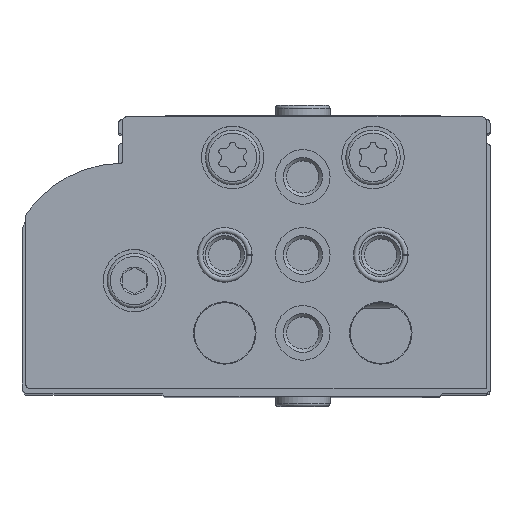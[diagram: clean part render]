
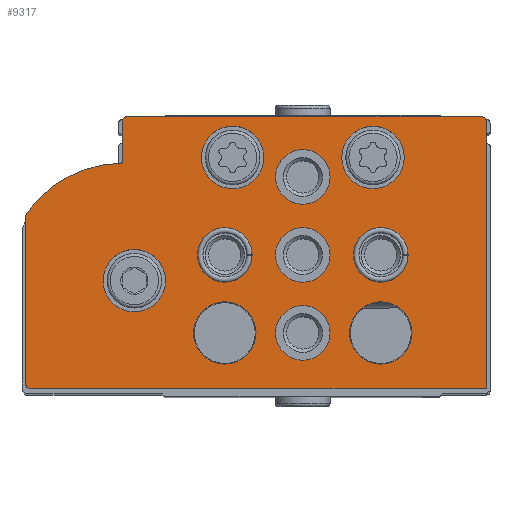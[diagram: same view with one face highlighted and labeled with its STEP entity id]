
A CAD part, top view. The second image highlights one B-rep face of the part: STEP entity #9317.
In plain terms, the highlighted face is planar.
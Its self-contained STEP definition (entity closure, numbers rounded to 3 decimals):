
#925=LINE('',#15780,#1597);
#927=LINE('',#15784,#1599);
#930=LINE('',#15792,#1602);
#935=LINE('',#15808,#1607);
#938=LINE('',#15816,#1610);
#1597=VECTOR('',#12761,1000.);
#1599=VECTOR('',#12765,1000.);
#1602=VECTOR('',#12774,1000.);
#1607=VECTOR('',#12793,1000.);
#1610=VECTOR('',#12802,1000.);
#3457=ORIENTED_EDGE('',*,*,#5154,.T.);
#3458=ORIENTED_EDGE('',*,*,#5155,.T.);
#3459=ORIENTED_EDGE('',*,*,#5156,.T.);
#3460=ORIENTED_EDGE('',*,*,#5157,.T.);
#3461=ORIENTED_EDGE('',*,*,#5158,.T.);
#3462=ORIENTED_EDGE('',*,*,#5159,.T.);
#3463=ORIENTED_EDGE('',*,*,#5160,.T.);
#3464=ORIENTED_EDGE('',*,*,#5161,.T.);
#3465=ORIENTED_EDGE('',*,*,#5162,.T.);
#3466=ORIENTED_EDGE('',*,*,#5163,.T.);
#3467=ORIENTED_EDGE('',*,*,#5131,.F.);
#3468=ORIENTED_EDGE('',*,*,#5152,.F.);
#3469=ORIENTED_EDGE('',*,*,#5150,.F.);
#3470=ORIENTED_EDGE('',*,*,#5148,.F.);
#3471=ORIENTED_EDGE('',*,*,#5146,.T.);
#3472=ORIENTED_EDGE('',*,*,#5144,.F.);
#3473=ORIENTED_EDGE('',*,*,#5142,.F.);
#3474=ORIENTED_EDGE('',*,*,#5140,.F.);
#3475=ORIENTED_EDGE('',*,*,#5138,.F.);
#3476=ORIENTED_EDGE('',*,*,#5136,.F.);
#3477=ORIENTED_EDGE('',*,*,#5134,.F.);
#5131=EDGE_CURVE('',#6161,#6162,#6760,.T.);
#5134=EDGE_CURVE('',#6162,#6163,#925,.T.);
#5136=EDGE_CURVE('',#6163,#6164,#927,.T.);
#5138=EDGE_CURVE('',#6164,#6165,#6761,.T.);
#5140=EDGE_CURVE('',#6165,#6166,#930,.T.);
#5142=EDGE_CURVE('',#6166,#6167,#6762,.T.);
#5144=EDGE_CURVE('',#6167,#6168,#6763,.T.);
#5146=EDGE_CURVE('',#6169,#6168,#6764,.T.);
#5148=EDGE_CURVE('',#6169,#6170,#935,.T.);
#5150=EDGE_CURVE('',#6170,#6171,#6765,.T.);
#5152=EDGE_CURVE('',#6171,#6161,#938,.T.);
#5154=EDGE_CURVE('',#6172,#6172,#6766,.T.);
#5155=EDGE_CURVE('',#6173,#6173,#6767,.T.);
#5156=EDGE_CURVE('',#6174,#6174,#6768,.T.);
#5157=EDGE_CURVE('',#6175,#6175,#6769,.T.);
#5158=EDGE_CURVE('',#6176,#6176,#6770,.T.);
#5159=EDGE_CURVE('',#6177,#6177,#6771,.T.);
#5160=EDGE_CURVE('',#6178,#6178,#6772,.T.);
#5161=EDGE_CURVE('',#6179,#6179,#6773,.T.);
#5162=EDGE_CURVE('',#6180,#6180,#6774,.T.);
#5163=EDGE_CURVE('',#6181,#6181,#6775,.T.);
#6161=VERTEX_POINT('',#15775);
#6162=VERTEX_POINT('',#15776);
#6163=VERTEX_POINT('',#15781);
#6164=VERTEX_POINT('',#15785);
#6165=VERTEX_POINT('',#15789);
#6166=VERTEX_POINT('',#15793);
#6167=VERTEX_POINT('',#15797);
#6168=VERTEX_POINT('',#15801);
#6169=VERTEX_POINT('',#15805);
#6170=VERTEX_POINT('',#15809);
#6171=VERTEX_POINT('',#15813);
#6172=VERTEX_POINT('',#15820);
#6173=VERTEX_POINT('',#15822);
#6174=VERTEX_POINT('',#15824);
#6175=VERTEX_POINT('',#15826);
#6176=VERTEX_POINT('',#15828);
#6177=VERTEX_POINT('',#15830);
#6178=VERTEX_POINT('',#15832);
#6179=VERTEX_POINT('',#15834);
#6180=VERTEX_POINT('',#15836);
#6181=VERTEX_POINT('',#15838);
#6760=CIRCLE('',#10442,0.5);
#6761=CIRCLE('',#10446,0.5);
#6762=CIRCLE('',#10449,1.);
#6763=CIRCLE('',#10451,15.);
#6764=CIRCLE('',#10453,0.3);
#6765=CIRCLE('',#10456,0.5);
#6766=CIRCLE('',#10459,4.);
#6767=CIRCLE('',#10460,4.);
#6768=CIRCLE('',#10461,4.);
#6769=CIRCLE('',#10462,3.5);
#6770=CIRCLE('',#10463,3.5);
#6771=CIRCLE('',#10464,3.5);
#6772=CIRCLE('',#10465,3.5);
#6773=CIRCLE('',#10466,3.5);
#6774=CIRCLE('',#10467,4.);
#6775=CIRCLE('',#10468,4.);
#7479=EDGE_LOOP('',(#3457));
#7480=EDGE_LOOP('',(#3458));
#7481=EDGE_LOOP('',(#3459));
#7482=EDGE_LOOP('',(#3460));
#7483=EDGE_LOOP('',(#3461));
#7484=EDGE_LOOP('',(#3462));
#7485=EDGE_LOOP('',(#3463));
#7486=EDGE_LOOP('',(#3464));
#7487=EDGE_LOOP('',(#3465));
#7488=EDGE_LOOP('',(#3466));
#7489=EDGE_LOOP('',(#3467,#3468,#3469,#3470,#3471,#3472,#3473,#3474,#3475,
#3476,#3477));
#8342=FACE_BOUND('',#7479,.T.);
#8343=FACE_BOUND('',#7480,.T.);
#8344=FACE_BOUND('',#7481,.T.);
#8345=FACE_BOUND('',#7482,.T.);
#8346=FACE_BOUND('',#7483,.T.);
#8347=FACE_BOUND('',#7484,.T.);
#8348=FACE_BOUND('',#7485,.T.);
#8349=FACE_BOUND('',#7486,.T.);
#8350=FACE_BOUND('',#7487,.T.);
#8351=FACE_BOUND('',#7488,.T.);
#8352=FACE_BOUND('',#7489,.T.);
#8872=PLANE('',#10458);
#9317=ADVANCED_FACE('',(#8342,#8343,#8344,#8345,#8346,#8347,#8348,#8349,
#8350,#8351,#8352),#8872,.F.);
#10442=AXIS2_PLACEMENT_3D('',#15774,#12755,#12756);
#10446=AXIS2_PLACEMENT_3D('',#15788,#12769,#12770);
#10449=AXIS2_PLACEMENT_3D('',#15796,#12778,#12779);
#10451=AXIS2_PLACEMENT_3D('',#15800,#12783,#12784);
#10453=AXIS2_PLACEMENT_3D('',#15804,#12788,#12789);
#10456=AXIS2_PLACEMENT_3D('',#15812,#12797,#12798);
#10458=AXIS2_PLACEMENT_3D('',#15818,#12804,#12805);
#10459=AXIS2_PLACEMENT_3D('',#15819,#12806,#12807);
#10460=AXIS2_PLACEMENT_3D('',#15821,#12808,#12809);
#10461=AXIS2_PLACEMENT_3D('',#15823,#12810,#12811);
#10462=AXIS2_PLACEMENT_3D('',#15825,#12812,#12813);
#10463=AXIS2_PLACEMENT_3D('',#15827,#12814,#12815);
#10464=AXIS2_PLACEMENT_3D('',#15829,#12816,#12817);
#10465=AXIS2_PLACEMENT_3D('',#15831,#12818,#12819);
#10466=AXIS2_PLACEMENT_3D('',#15833,#12820,#12821);
#10467=AXIS2_PLACEMENT_3D('',#15835,#12822,#12823);
#10468=AXIS2_PLACEMENT_3D('',#15837,#12824,#12825);
#12755=DIRECTION('',(0.,0.,1.));
#12756=DIRECTION('',(1.,0.,0.));
#12761=DIRECTION('',(0.,-1.,0.));
#12765=DIRECTION('',(1.,0.,0.));
#12769=DIRECTION('',(0.,0.,1.));
#12770=DIRECTION('',(1.,0.,0.));
#12774=DIRECTION('',(0.,1.,0.));
#12778=DIRECTION('',(0.,0.,1.));
#12779=DIRECTION('',(1.,0.,0.));
#12783=DIRECTION('',(0.,0.,1.));
#12784=DIRECTION('',(1.,0.,0.));
#12788=DIRECTION('',(0.,0.,1.));
#12789=DIRECTION('',(1.,0.,0.));
#12793=DIRECTION('',(0.,1.,0.));
#12797=DIRECTION('',(0.,0.,1.));
#12798=DIRECTION('',(1.,0.,0.));
#12802=DIRECTION('',(-1.,0.,0.));
#12804=DIRECTION('',(0.,0.,1.));
#12805=DIRECTION('',(1.,0.,0.));
#12806=DIRECTION('',(0.,0.,1.));
#12807=DIRECTION('',(1.,0.,0.));
#12808=DIRECTION('',(0.,0.,1.));
#12809=DIRECTION('',(1.,0.,0.));
#12810=DIRECTION('',(0.,0.,1.));
#12811=DIRECTION('',(1.,0.,0.));
#12812=DIRECTION('',(0.,0.,1.));
#12813=DIRECTION('',(1.,0.,0.));
#12814=DIRECTION('',(0.,0.,1.));
#12815=DIRECTION('',(1.,0.,0.));
#12816=DIRECTION('',(0.,0.,1.));
#12817=DIRECTION('',(1.,0.,0.));
#12818=DIRECTION('',(0.,0.,1.));
#12819=DIRECTION('',(1.,0.,0.));
#12820=DIRECTION('',(0.,0.,1.));
#12821=DIRECTION('',(1.,0.,0.));
#12822=DIRECTION('',(0.,0.,1.));
#12823=DIRECTION('',(1.,0.,0.));
#12824=DIRECTION('',(0.,0.,1.));
#12825=DIRECTION('',(1.,0.,0.));
#15774=CARTESIAN_POINT('',(0.5,34.3,0.));
#15775=CARTESIAN_POINT('',(0.5,34.8,0.));
#15776=CARTESIAN_POINT('',(0.,34.3,0.));
#15780=CARTESIAN_POINT('',(0.,34.3,0.));
#15781=CARTESIAN_POINT('',(0.,0.,0.));
#15784=CARTESIAN_POINT('',(0.,0.,0.));
#15785=CARTESIAN_POINT('',(58.5,0.,0.));
#15788=CARTESIAN_POINT('',(58.5,0.5,0.));
#15789=CARTESIAN_POINT('',(59.,0.5,0.));
#15792=CARTESIAN_POINT('',(59.,0.5,0.));
#15793=CARTESIAN_POINT('',(59.,21.976,0.));
#15796=CARTESIAN_POINT('',(58.,21.976,0.));
#15797=CARTESIAN_POINT('',(58.814,22.557,0.));
#15800=CARTESIAN_POINT('',(46.6,13.85,0.));
#15801=CARTESIAN_POINT('',(46.894,28.847,0.));
#15804=CARTESIAN_POINT('',(46.9,29.147,0.));
#15805=CARTESIAN_POINT('',(46.6,29.147,0.));
#15808=CARTESIAN_POINT('',(46.6,29.147,0.));
#15809=CARTESIAN_POINT('',(46.6,34.3,0.));
#15812=CARTESIAN_POINT('',(46.1,34.3,0.));
#15813=CARTESIAN_POINT('',(46.1,34.8,0.));
#15816=CARTESIAN_POINT('',(46.1,34.8,0.));
#15818=CARTESIAN_POINT('',(0.5,34.3,0.));
#15819=CARTESIAN_POINT('',(45.1,13.8,0.));
#15820=CARTESIAN_POINT('',(49.1,13.8,0.));
#15821=CARTESIAN_POINT('',(32.5,29.6,0.));
#15822=CARTESIAN_POINT('',(36.5,29.6,0.));
#15823=CARTESIAN_POINT('',(14.5,29.6,0.));
#15824=CARTESIAN_POINT('',(18.5,29.6,0.));
#15825=CARTESIAN_POINT('',(23.5,27.1,0.));
#15826=CARTESIAN_POINT('',(27.,27.1,0.));
#15827=CARTESIAN_POINT('',(33.5,17.1,0.));
#15828=CARTESIAN_POINT('',(37.,17.1,0.));
#15829=CARTESIAN_POINT('',(23.5,17.1,0.));
#15830=CARTESIAN_POINT('',(27.,17.1,0.));
#15831=CARTESIAN_POINT('',(13.5,17.1,0.));
#15832=CARTESIAN_POINT('',(17.,17.1,0.));
#15833=CARTESIAN_POINT('',(23.5,7.1,0.));
#15834=CARTESIAN_POINT('',(27.,7.1,0.));
#15835=CARTESIAN_POINT('',(33.5,7.1,0.));
#15836=CARTESIAN_POINT('',(37.5,7.1,0.));
#15837=CARTESIAN_POINT('',(13.5,7.1,0.));
#15838=CARTESIAN_POINT('',(17.5,7.1,0.));
